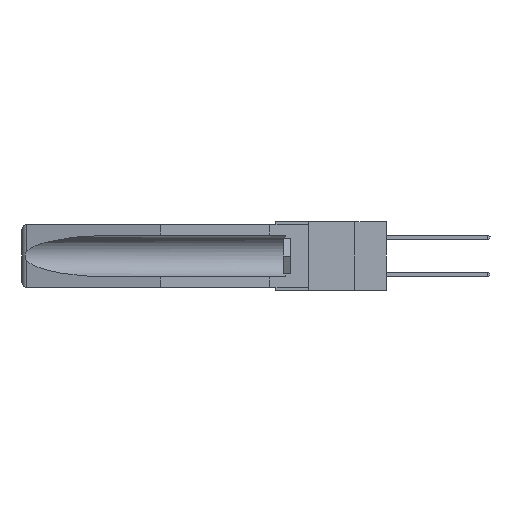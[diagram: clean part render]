
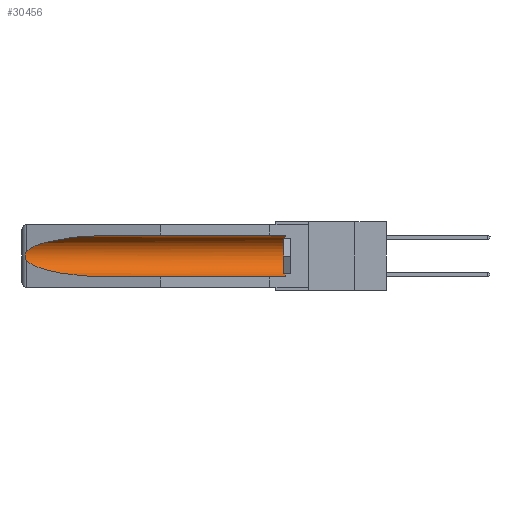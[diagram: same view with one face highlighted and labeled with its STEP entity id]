
A CAD part, left-side view. The second image highlights one B-rep face of the part: STEP entity #30456.
In plain terms, the highlighted cylindrical face has radius 2.857 mm (diameter 5.715 mm), a partial arc.
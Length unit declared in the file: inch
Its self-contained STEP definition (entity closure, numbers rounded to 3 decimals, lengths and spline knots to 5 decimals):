
#963 = CARTESIAN_POINT ( 'NONE',  ( 0.155, 0.126, -0.059 ) ) ;
#1288 = VECTOR ( 'NONE', #10904, 39.37008 ) ;
#1364 = VERTEX_POINT ( 'NONE', #963 ) ;
#2121 = EDGE_CURVE ( 'NONE', #26021, #7707, #17524, .T. ) ;
#2266 = CARTESIAN_POINT ( 'NONE',  ( 0.155, -0.30754, -0.1715 ) ) ;
#2827 = CARTESIAN_POINT ( 'NONE',  ( 0.2675, 1.53308, -0.17534 ) ) ;
#3174 = CARTESIAN_POINT ( 'NONE',  ( 0.26537, 1.52718, -0.19328 ) ) ;
#3861 = EDGE_CURVE ( 'NONE', #1364, #17089, #17838, .T. ) ;
#4022 = CARTESIAN_POINT ( 'NONE',  ( 0.155, 0.126, -0.284 ) ) ;
#4245 = CARTESIAN_POINT ( 'NONE',  ( 0.26537, 1.52718, -0.14972 ) ) ;
#4366 = EDGE_CURVE ( 'NONE', #17089, #26423, #29745, .T. ) ;
#5038 = AXIS2_PLACEMENT_3D ( 'NONE', #2266, #23270, #25951 ) ;
#7707 = VERTEX_POINT ( 'NONE', #12744 ) ;
#7951 = CARTESIAN_POINT ( 'NONE',  ( 0.26537, 1.52718, -0.19328 ) ) ;
#8072 = ORIENTED_EDGE ( 'NONE', *, *, #3861, .T. ) ;
#9762 = EDGE_CURVE ( 'NONE', #26423, #20895, #20328, .T. ) ;
#10341 = CARTESIAN_POINT ( 'NONE',  ( 0.155, 0.126, -0.1715 ) ) ;
#10775 = VECTOR ( 'NONE', #20418, 39.37008 ) ;
#10866 = CARTESIAN_POINT ( 'NONE',  ( 0.25451, 1.48313, -0.24835 ) ) ;
#10904 = DIRECTION ( 'NONE',  ( 0., 1., 0. ) ) ;
#12218 = ORIENTED_EDGE ( 'NONE', *, *, #28792, .T. ) ;
#12319 = CYLINDRICAL_SURFACE ( 'NONE', #5038, 0.1125 ) ;
#12744 = CARTESIAN_POINT ( 'NONE',  ( 0.155, 1.07973, -0.284 ) ) ;
#13248 = DIRECTION ( 'NONE',  ( 0., -1., 0. ) ) ;
#13670 = CARTESIAN_POINT ( 'NONE',  ( 0.155, 1.07973, -0.284 ) ) ;
#13803 = CARTESIAN_POINT ( 'NONE',  ( 0.26655, 1.53094, -0.18657 ) ) ;
#16218 = CARTESIAN_POINT ( 'NONE',  ( 0.21114, 1.30732, -0.284 ) ) ;
#16712 = ORIENTED_EDGE ( 'NONE', *, *, #4366, .T. ) ;
#17089 = VERTEX_POINT ( 'NONE', #24974 ) ;
#17450 = CARTESIAN_POINT ( 'NONE',  ( 0.21114, 1.30732, -0.059 ) ) ;
#17524 = LINE ( 'NONE', #32362, #1288 ) ;
#17613 = CARTESIAN_POINT ( 'NONE',  ( 0.155, -0.30754, -0.059 ) ) ;
#17838 = LINE ( 'NONE', #17613, #10775 ) ;
#18804 = CARTESIAN_POINT ( 'NONE',  ( 0.26597, 1.52961, -0.15275 ) ) ;
#20151 = CARTESIAN_POINT ( 'NONE',  ( 0.25451, 1.48313, -0.09465 ) ) ;
#20328 = B_SPLINE_CURVE_WITH_KNOTS ( 'NONE', 3,
 ( #24315, #18804, #24554, #29568, #27002, #2827, #27106, #13803, #32450, #3174 ),
 .UNSPECIFIED., .F., .F.,
 ( 4, 2, 2, 2, 4 ),
 ( 0., 0.00029, 0.00058, 0.00087, 0.00117 ),
 .UNSPECIFIED. ) ;
#20418 = DIRECTION ( 'NONE',  ( 0., 1., 0. ) ) ;
#20895 = VERTEX_POINT ( 'NONE', #29116 ) ;
#21503 = CARTESIAN_POINT ( 'NONE',  ( 0.26537, 1.52718, -0.14972 ) ) ;
#21761 = EDGE_CURVE ( 'NONE', #26021, #1364, #27367, .T. ) ;
#23270 = DIRECTION ( 'NONE',  ( 0., 1., 0. ) ) ;
#23877 = ORIENTED_EDGE ( 'NONE', *, *, #2121, .F. ) ;
#24315 = CARTESIAN_POINT ( 'NONE',  ( 0.26537, 1.52718, -0.14972 ) ) ;
#24554 = CARTESIAN_POINT ( 'NONE',  ( 0.26654, 1.53092, -0.15636 ) ) ;
#24974 = CARTESIAN_POINT ( 'NONE',  ( 0.155, 1.07973, -0.059 ) ) ;
#25424 = ORIENTED_EDGE ( 'NONE', *, *, #21761, .T. ) ;
#25951 = DIRECTION ( 'NONE',  ( 0., 0., 1. ) ) ;
#26021 = VERTEX_POINT ( 'NONE', #4022 ) ;
#26423 = VERTEX_POINT ( 'NONE', #21503 ) ;
#26922 = EDGE_LOOP ( 'NONE', ( #16712, #28514, #12218, #23877, #25424, #8072 ) ) ;
#27002 = CARTESIAN_POINT ( 'NONE',  ( 0.2675, 1.53308, -0.16763 ) ) ;
#27106 = CARTESIAN_POINT ( 'NONE',  ( 0.2673, 1.53269, -0.17917 ) ) ;
#27367 = CIRCLE ( 'NONE', #33135, 0.1125 ) ;
#28122 = CARTESIAN_POINT ( 'NONE',  ( 0.155, 1.07973, -0.059 ) ) ;
#28514 = ORIENTED_EDGE ( 'NONE', *, *, #9762, .T. ) ;
#28792 = EDGE_CURVE ( 'NONE', #20895, #7707, #29321, .T. ) ;
#29116 = CARTESIAN_POINT ( 'NONE',  ( 0.26537, 1.52718, -0.19328 ) ) ;
#29321 =( BOUNDED_CURVE ( )  B_SPLINE_CURVE ( 3, ( #7951, #10866, #16218, #13670 ),
 .UNSPECIFIED., .F., .F. ) 
 B_SPLINE_CURVE_WITH_KNOTS ( ( 4, 4 ),
 ( 0.1948, 1.5708 ),
 .UNSPECIFIED. ) 
 CURVE ( )  GEOMETRIC_REPRESENTATION_ITEM ( )  RATIONAL_B_SPLINE_CURVE ( ( 1., 0.848, 0.848, 1. ) ) 
 REPRESENTATION_ITEM ( '' )  );
#29568 = CARTESIAN_POINT ( 'NONE',  ( 0.2673, 1.5327, -0.16383 ) ) ;
#29745 =( BOUNDED_CURVE ( )  B_SPLINE_CURVE ( 3, ( #28122, #17450, #20151, #4245 ),
 .UNSPECIFIED., .F., .F. ) 
 B_SPLINE_CURVE_WITH_KNOTS ( ( 4, 4 ),
 ( 4.71239, 6.08839 ),
 .UNSPECIFIED. ) 
 CURVE ( )  GEOMETRIC_REPRESENTATION_ITEM ( )  RATIONAL_B_SPLINE_CURVE ( ( 1., 0.848, 0.848, 1. ) ) 
 REPRESENTATION_ITEM ( '' )  );
#30456 = ADVANCED_FACE ( 'NONE', ( #32760 ), #12319, .F. ) ;
#32362 = CARTESIAN_POINT ( 'NONE',  ( 0.155, -0.30754, -0.284 ) ) ;
#32450 = CARTESIAN_POINT ( 'NONE',  ( 0.26597, 1.5296, -0.19026 ) ) ;
#32760 = FACE_OUTER_BOUND ( 'NONE', #26922, .T. ) ;
#33135 = AXIS2_PLACEMENT_3D ( 'NONE', #10341, #13248, #34102 ) ;
#34102 = DIRECTION ( 'NONE',  ( 0., 0., 1. ) ) ;
